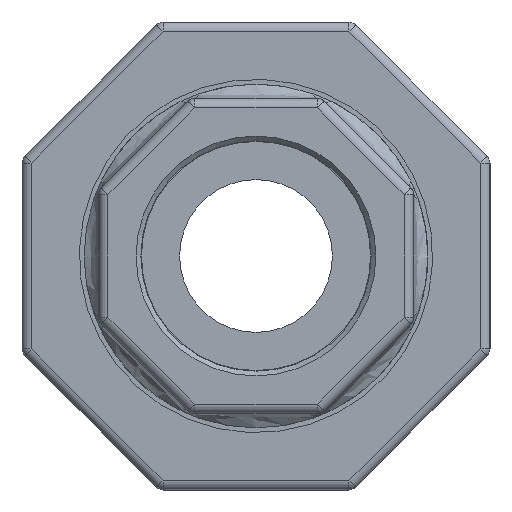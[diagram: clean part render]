
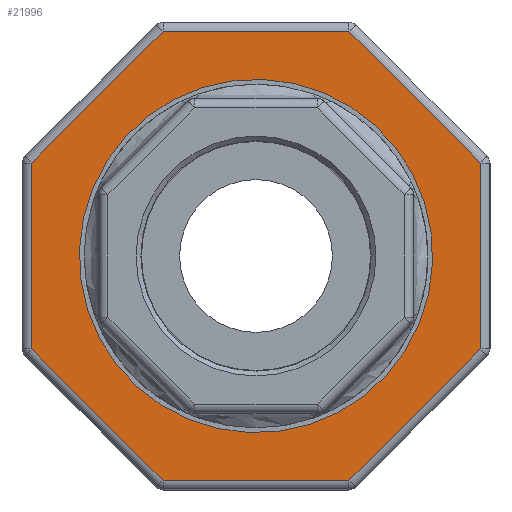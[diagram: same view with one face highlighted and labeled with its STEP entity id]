
A CAD part, left-side view. The second image highlights one B-rep face of the part: STEP entity #21996.
In plain terms, the highlighted planar face has unit normal (-1, 0, 0).
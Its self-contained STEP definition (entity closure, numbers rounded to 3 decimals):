
#2832=LINE('',#49601,#4210);
#2836=LINE('',#49620,#4214);
#2838=LINE('',#49636,#4216);
#2842=LINE('',#49668,#4220);
#2846=LINE('',#49688,#4224);
#2850=LINE('',#49694,#4228);
#2854=LINE('',#49700,#4232);
#2860=LINE('',#49710,#4238);
#4210=VECTOR('',#27765,10.);
#4214=VECTOR('',#27789,10.);
#4216=VECTOR('',#27809,10.);
#4220=VECTOR('',#27849,10.);
#4224=VECTOR('',#27873,10.);
#4228=VECTOR('',#27881,10.);
#4232=VECTOR('',#27889,10.);
#4238=VECTOR('',#27903,10.);
#4608=FACE_BOUND('',#7150,.T.);
#5817=FACE_OUTER_BOUND('',#7149,.T.);
#7149=EDGE_LOOP('',(#19116,#19117,#19118,#19119,#19120,#19121,#19122,#19123));
#7150=EDGE_LOOP('',(#19124));
#7944=CIRCLE('',#23522,18.5);
#9893=VERTEX_POINT('',#49581);
#9898=VERTEX_POINT('',#49594);
#9905=VERTEX_POINT('',#49616);
#9908=VERTEX_POINT('',#49629);
#9913=VERTEX_POINT('',#49648);
#9918=VERTEX_POINT('',#49661);
#9921=VERTEX_POINT('',#49674);
#9924=VERTEX_POINT('',#49681);
#9927=VERTEX_POINT('',#49732);
#12934=EDGE_CURVE('',#9898,#9893,#2832,.T.);
#12944=EDGE_CURVE('',#9893,#9905,#2836,.T.);
#12952=EDGE_CURVE('',#9908,#9898,#2838,.T.);
#12968=EDGE_CURVE('',#9918,#9908,#2842,.T.);
#12978=EDGE_CURVE('',#9924,#9918,#2846,.T.);
#12982=EDGE_CURVE('',#9921,#9924,#2850,.T.);
#12986=EDGE_CURVE('',#9913,#9921,#2854,.T.);
#12992=EDGE_CURVE('',#9905,#9913,#2860,.T.);
#13004=EDGE_CURVE('',#9927,#9927,#7944,.T.);
#19116=ORIENTED_EDGE('',*,*,#12934,.F.);
#19117=ORIENTED_EDGE('',*,*,#12952,.F.);
#19118=ORIENTED_EDGE('',*,*,#12968,.F.);
#19119=ORIENTED_EDGE('',*,*,#12978,.F.);
#19120=ORIENTED_EDGE('',*,*,#12982,.F.);
#19121=ORIENTED_EDGE('',*,*,#12986,.F.);
#19122=ORIENTED_EDGE('',*,*,#12992,.F.);
#19123=ORIENTED_EDGE('',*,*,#12944,.F.);
#19124=ORIENTED_EDGE('',*,*,#13004,.T.);
#19566=PLANE('',#23521);
#21996=ADVANCED_FACE('',(#5817,#4608),#19566,.F.);
#23521=AXIS2_PLACEMENT_3D('',#49731,#27933,#27934);
#23522=AXIS2_PLACEMENT_3D('',#49733,#27935,#27936);
#27765=DIRECTION('',(0.,-1.,0.));
#27789=DIRECTION('',(0.,-0.707,-0.707));
#27809=DIRECTION('',(0.,-0.707,0.707));
#27849=DIRECTION('',(0.,0.,1.));
#27873=DIRECTION('',(0.,0.707,0.707));
#27881=DIRECTION('',(0.,1.,0.));
#27889=DIRECTION('',(0.,0.707,-0.707));
#27903=DIRECTION('',(0.,0.,-1.));
#27933=DIRECTION('center_axis',(1.,0.,0.));
#27934=DIRECTION('ref_axis',(0.,-0.383,0.924));
#27935=DIRECTION('center_axis',(1.,0.,0.));
#27936=DIRECTION('ref_axis',(0.,-0.383,0.924));
#49581=CARTESIAN_POINT('',(-10.,-9.734,23.5));
#49594=CARTESIAN_POINT('',(-10.,9.734,23.5));
#49601=CARTESIAN_POINT('',(-10.,5.074,23.5));
#49616=CARTESIAN_POINT('',(-10.,-23.5,9.734));
#49620=CARTESIAN_POINT('',(-10.,-13.029,20.205));
#49629=CARTESIAN_POINT('',(-10.,23.5,9.734));
#49636=CARTESIAN_POINT('',(-10.,20.205,13.029));
#49648=CARTESIAN_POINT('',(-10.,-23.5,-9.734));
#49661=CARTESIAN_POINT('',(-10.,23.5,-9.734));
#49668=CARTESIAN_POINT('',(-10.,23.5,-5.074));
#49674=CARTESIAN_POINT('',(-10.,-9.734,-23.5));
#49681=CARTESIAN_POINT('',(-10.,9.734,-23.5));
#49688=CARTESIAN_POINT('',(-10.,13.029,-20.205));
#49694=CARTESIAN_POINT('',(-10.,-5.074,-23.5));
#49700=CARTESIAN_POINT('',(-10.,-20.205,-13.029));
#49710=CARTESIAN_POINT('',(-10.,-23.5,5.074));
#49731=CARTESIAN_POINT('Origin',(-10.,0.,
0.));
#49732=CARTESIAN_POINT('',(-10.,7.08,-17.092));
#49733=CARTESIAN_POINT('Origin',(-10.,0.,
0.));
